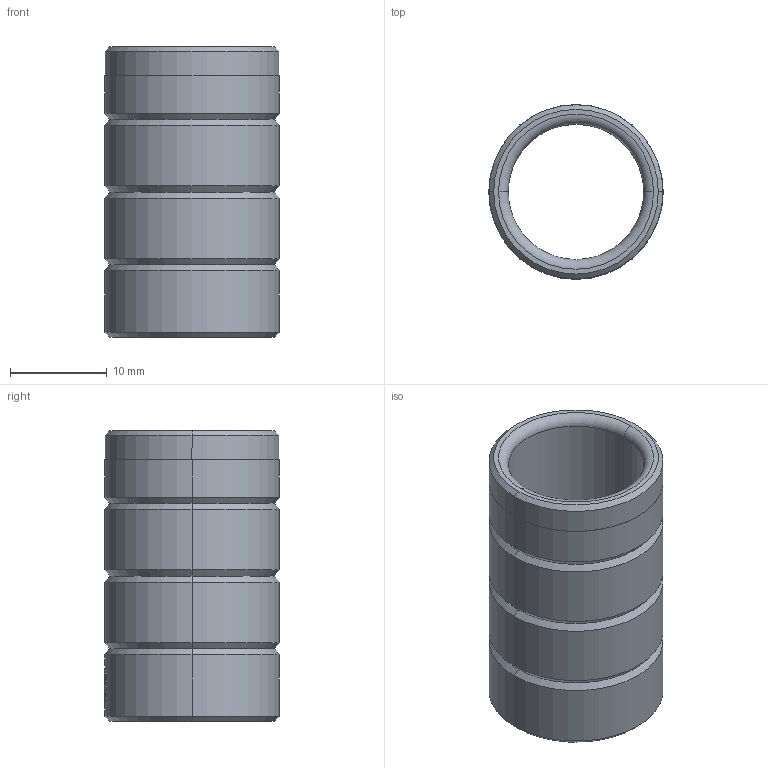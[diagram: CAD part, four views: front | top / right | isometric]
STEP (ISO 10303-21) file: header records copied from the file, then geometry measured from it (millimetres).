
FILE_DESCRIPTION (( 'STEP AP214' ), '1' );
FILE_NAME ('SGBBS-D18-d14-L30.step', '2021-08-01T09:04:22', ( 'User' ), ( 'china' ), 'SwSTEP 2.0', 'SolidWorks 2016', '' );
FILE_SCHEMA (( 'AUTOMOTIVE_DESIGN' ));
Length unit declared in the file: millimetre
Products named in the file (1): SGBBS-D18-d14-L30
Bounding box: 18 x 18 x 30 mm (x, y, z)
Volume: 2927 mm3; surface area: 3202.2 mm2
Topology: 1 solids, 1 shells, 55 faces, 124 edges, 74 vertices
Faces by surface type: cylinder 24, cone 16, plane 11, torus 4
Entity records: 1750 total; most frequent: CARTESIAN_POINT 502, DIRECTION 258, ORIENTED_EDGE 248, EDGE_CURVE 124, AXIS2_PLACEMENT_3D 102, VERTEX_POINT 74, EDGE_LOOP 60, FACE_OUTER_BOUND 55
